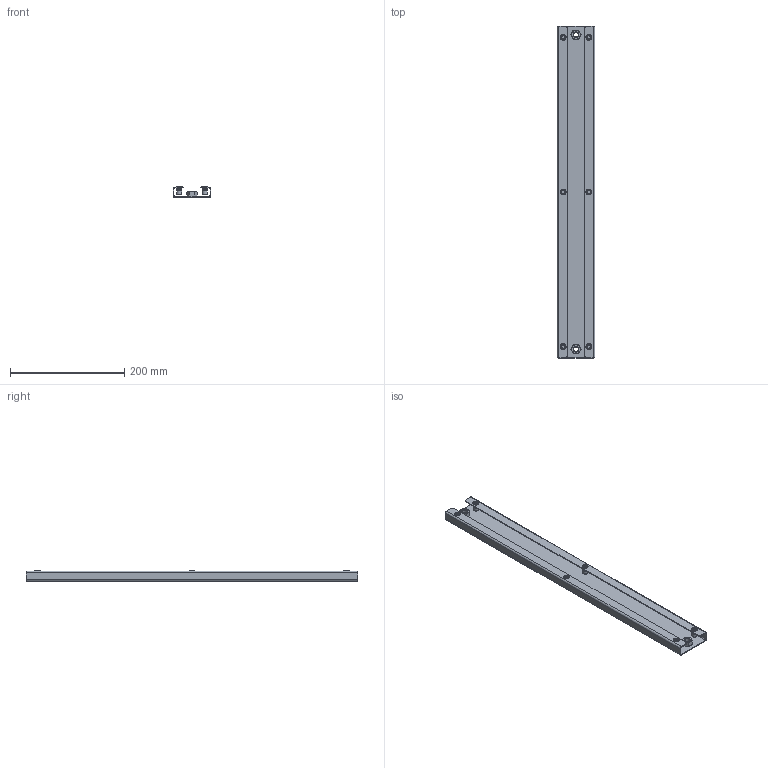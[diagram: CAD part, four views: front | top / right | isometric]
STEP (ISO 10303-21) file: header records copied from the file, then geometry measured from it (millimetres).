
FILE_DESCRIPTION(/* description */ (''),/* implementation_level */ '2;1');
FILE_NAME(/* name */ 'Assy_Support Profile.iam.step',/* time_stamp */ '2022-11-29T09:18:44+01:00',/* author */ ('diederichbenedict'),/* organization */ (''),/* preprocessor_version */ 'ST-DEVELOPER v18.1',/* originating_system */ 'Autodesk Inventor 2022',/* authorisation */ '');
FILE_SCHEMA (('AUTOMOTIVE_DESIGN { 1 0 10303 214 3 1 1 }'));
Length unit declared in the file: millimetre
Products named in the file (4): Assy_Support Profile; Support profile; Nut Rivet M6; hex nut style 1 gradeab_iso_ISO - 4032 - M10 - D - N
Assembly tree (9 placements, depth 2):
  Assy_Support Profile
    Support profile
    Nut Rivet M6  x6
    hex nut style 1 gradeab_iso_ISO - 4032 - M10 - D - N  x2
Bounding box: 66 x 580 x 18.7 mm (x, y, z)
Volume: 115726 mm3; surface area: 157217.8 mm2
Topology: 9 solids, 9 shells, 968 faces, 2162 edges, 1422 vertices
Faces by surface type: plane 880, cylinder 42, cone 40, torus 6
Full cylindrical faces by diameter (mm): 6 x6, 7.3 x6, 8.5 x2, 9 x6, 9.1 x6, 10 x2, 11 x2
Entity records: 6257 total; most frequent: CARTESIAN_POINT 1080, DIRECTION 1069, ORIENTED_EDGE 978, EDGE_CURVE 489, AXIS2_PLACEMENT_3D 372, LINE 325, VECTOR 325, VERTEX_POINT 311
